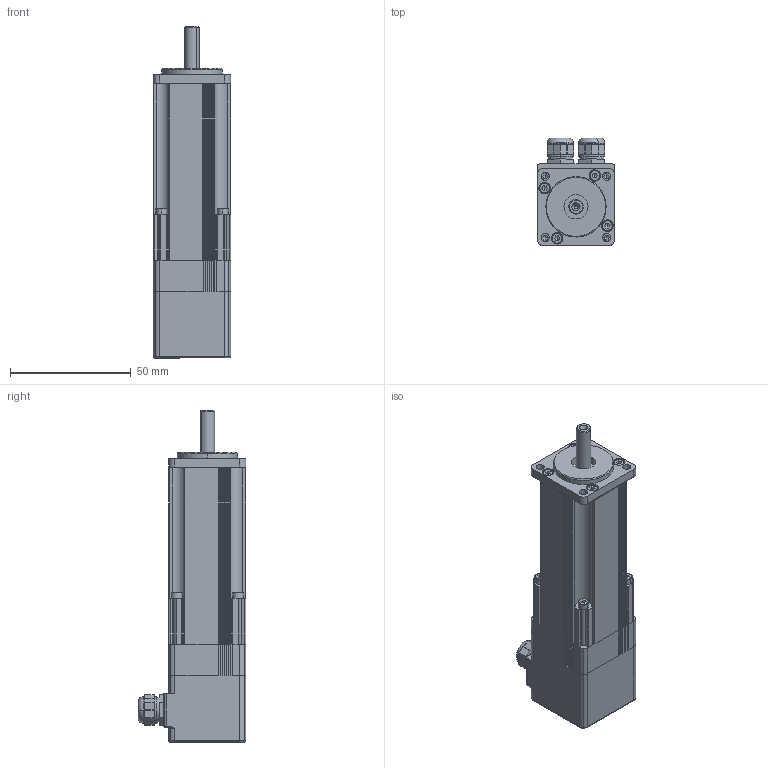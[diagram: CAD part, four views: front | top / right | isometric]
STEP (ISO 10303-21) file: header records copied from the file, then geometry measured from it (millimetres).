
FILE_DESCRIPTION((''),'2;1');
FILE_NAME('Pieza1.stp','2013-04-11T11:11:36',('arodrigo'),(''),'Autodesk Inventor 9','Autodesk Inventor 9','');
FILE_SCHEMA(('AUTOMOTIVE_DESIGN { 1 0 10303 214 1 1 1 1 }'));
Length unit declared in the file: millimetre
Products named in the file (1): Pieza1
Bounding box: 32 x 44.7 x 137.5 mm (x, y, z)
Volume: 113018.1 mm3; surface area: 23955.6 mm2
Topology: 1 solids, 9 shells, 798 faces, 1989 edges, 1231 vertices
Faces by surface type: plane 442, cylinder 224, bspline 63, cone 36, torus 33
Entity records: 24272 total; most frequent: CARTESIAN_POINT 5331, DIRECTION 4017, ORIENTED_EDGE 3922, EDGE_CURVE 1961, AXIS2_PLACEMENT_3D 1420, VERTEX_POINT 1231, VECTOR 1177, LINE 1177
